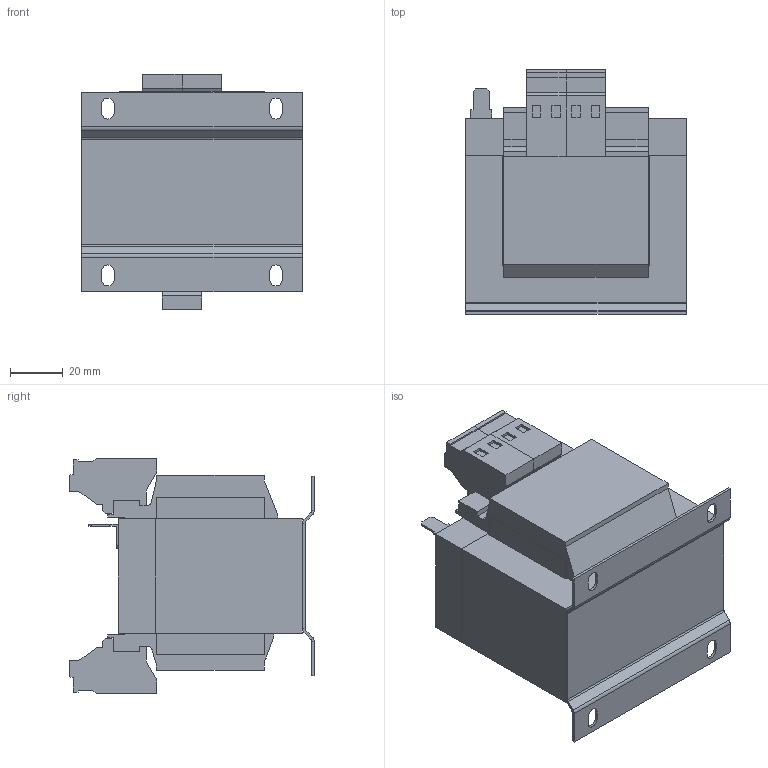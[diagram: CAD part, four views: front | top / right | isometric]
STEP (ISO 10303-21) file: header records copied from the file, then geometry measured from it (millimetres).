
FILE_DESCRIPTION (( 'STEP AP214' ), '1' );
FILE_NAME ('223035.STEP', '2023-09-13T12:35:26', ( '' ), ( '' ), 'SwSTEP 2.0', 'SolidWorks 2018', '' );
FILE_SCHEMA (( 'AUTOMOTIVE_DESIGN' ));
Length unit declared in the file: millimetre
Products named in the file (1): 223035
Bounding box: 84.05 x 93.05 x 89.7 mm (x, y, z)
Volume: 367431.6 mm3; surface area: 65325.7 mm2
Topology: 1 solids, 1 shells, 268 faces, 697 edges, 446 vertices
Faces by surface type: plane 234, cylinder 34
Entity records: 8073 total; most frequent: CARTESIAN_POINT 1412, ORIENTED_EDGE 1394, DIRECTION 1305, EDGE_CURVE 697, VECTOR 627, LINE 627, VERTEX_POINT 446, AXIS2_PLACEMENT_3D 339
